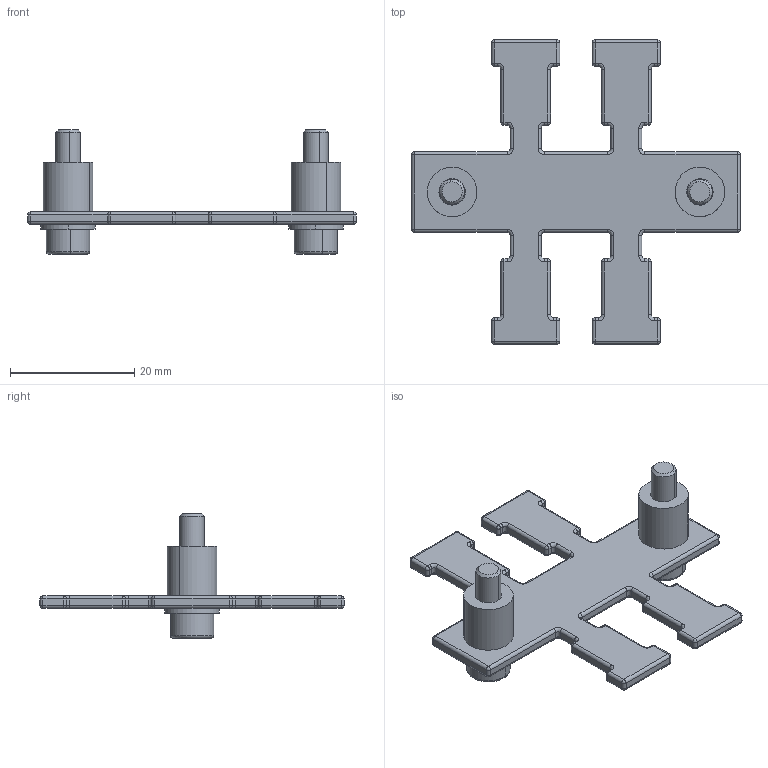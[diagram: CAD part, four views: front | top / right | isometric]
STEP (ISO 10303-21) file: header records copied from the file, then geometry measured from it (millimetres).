
FILE_DESCRIPTION (( 'STEP AP214' ), '1' );
FILE_NAME ('1041-010.STEP', '2024-08-28T07:55:09', ( '' ), ( '' ), 'SwSTEP 2.0', 'SolidWorks 2022', '' );
FILE_SCHEMA (( 'AUTOMOTIVE_DESIGN' ));
Length unit declared in the file: millimetre
Products named in the file (5): 1041-010; 8010-011_DIN 912 M4 x 16 --- 16C; 8010-012; 1041-031; 1041-021
Assembly tree (7 placements, depth 2):
  1041-010
    1041-031
    1041-021  x2
    8010-011_DIN 912 M4 x 16 --- 16C  x2
    8010-012  x2
Bounding box: 52.9 x 49 x 20 mm (x, y, z)
Volume: 3749 mm3; surface area: 4767.2 mm2
Topology: 7 solids, 7 shells, 412 faces, 936 edges, 482 vertices
Faces by surface type: cylinder 184, plane 92, torus 64, sphere 56, cone 16
Entity records: 10038 total; most frequent: DIRECTION 1974, CARTESIAN_POINT 1596, ORIENTED_EDGE 1576, AXIS2_PLACEMENT_3D 807, EDGE_CURVE 788, VERTEX_POINT 429, CIRCLE 428, EDGE_LOOP 379
